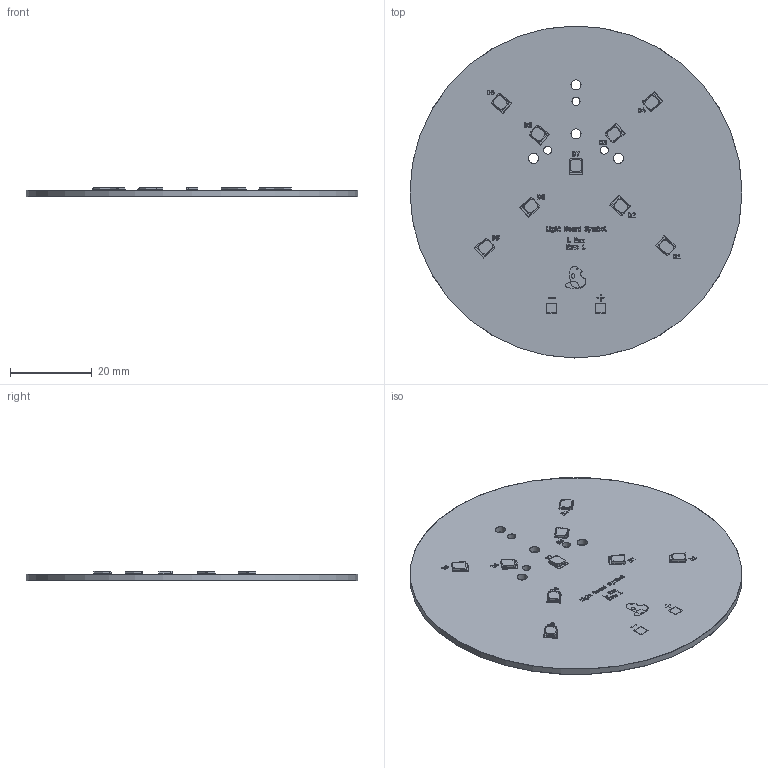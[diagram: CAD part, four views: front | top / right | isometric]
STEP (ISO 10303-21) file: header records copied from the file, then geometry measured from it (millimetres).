
FILE_DESCRIPTION(('KiCad electronic assembly'),'2;1');
FILE_NAME('Light Board - Symbol.step','2025-08-30T12:20:57',('Pcbnew'),( 'Kicad'),'Open CASCADE STEP processor 7.8','KiCad to STEP converter' ,'Unknown');
FILE_SCHEMA(('AUTOMOTIVE_DESIGN { 1 0 10303 214 1 1 1 1 }'));
Length unit declared in the file: millimetre
Products named in the file (6): Light Board - Symbol 1; LED_Cree_J-Series_SMD2835_2.8x3.5mm; Light Board - Symbol 1.1.1; Light Board - Symbol_silkscreen; Light Board - Symbol_soldermask; Light Board - Symbol_PCB
Assembly tree (13 placements, depth 3):
  Light Board - Symbol 1
    LED_Cree_J-Series_SMD2835_2.8x3.5mm  x9
      Light Board - Symbol 1.1.1
    Light Board - Symbol_silkscreen
    Light Board - Symbol_soldermask
    Light Board - Symbol_PCB
Bounding box: 81.41 x 81.41 x 2.36 mm (x, y, z)
Volume: 7904.1 mm3; surface area: 21719.8 mm2
Topology: 37 solids, 100 shells, 1630 faces, 5610 edges, 4108 vertices
Faces by surface type: plane 1226, cylinder 404
Full cylindrical faces by diameter (mm): 2 x3, 2.5 x4, 81.404 x1
Entity records: 17554 total; most frequent: CARTESIAN_POINT 3626, DIRECTION 2668, ORIENTED_EDGE 2274, EDGE_CURVE 1770, VERTEX_POINT 1596, LINE 1392, VECTOR 1392, AXIS2_PLACEMENT_3D 638
